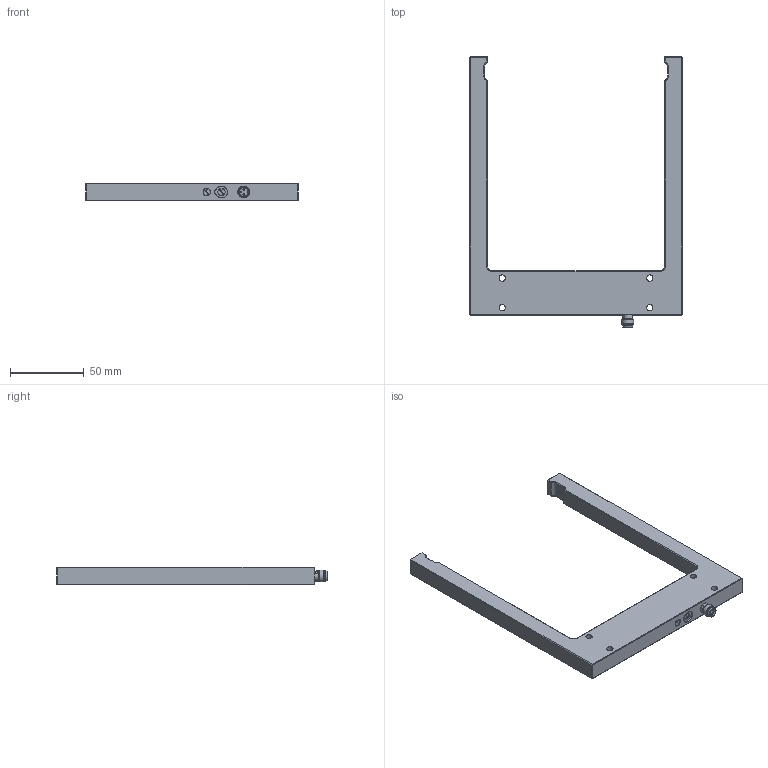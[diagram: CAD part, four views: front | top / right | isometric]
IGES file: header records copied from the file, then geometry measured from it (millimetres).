
Global section: file name: OGU_121-145_P3K-TSSL; native system: Autodesk Inventor 2015; preprocessor: unknown; author: lck; date: 20150722.103258; units: millimetre
Bounding box: 144 x 183.4 x 12 mm (x, y, z)
Volume: 92362.1 mm3; surface area: 27214.6 mm2
Topology: 5 solids, 7 shells, 198 faces, 450 edges, 283 vertices
Faces by surface type: bspline 198
